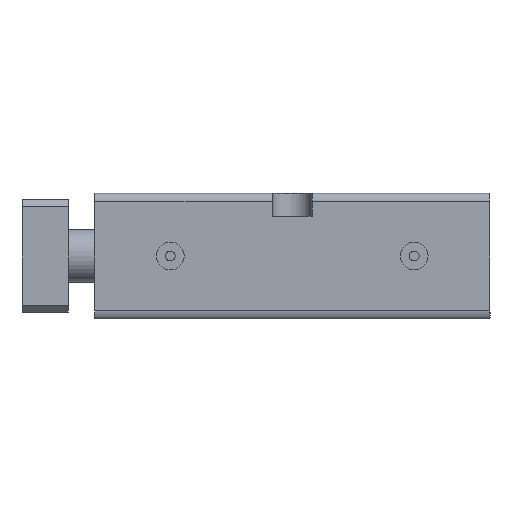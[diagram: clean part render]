
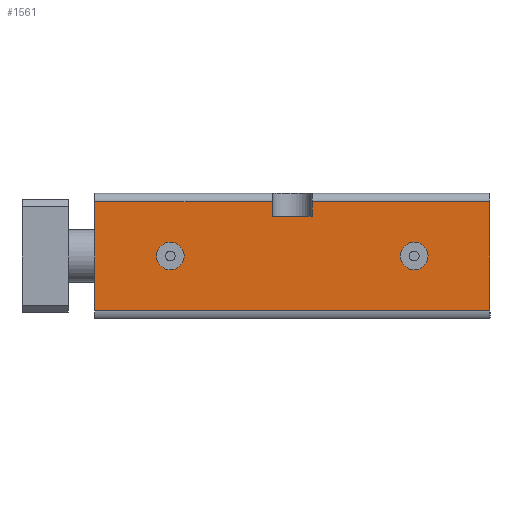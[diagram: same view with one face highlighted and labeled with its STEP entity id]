
A CAD part, front view. The second image highlights one B-rep face of the part: STEP entity #1561.
In plain terms, the highlighted planar face has unit normal (0, -1, 0).
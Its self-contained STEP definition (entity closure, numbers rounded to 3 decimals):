
#1444=CARTESIAN_POINT('',(60.,-69.,-8.25));
#1445=VERTEX_POINT('Vertex96',#1444);
#1453=CARTESIAN_POINT('',(0.,-69.,-8.25));
#1454=VERTEX_POINT('Vertex97',#1453);
#1455=CARTESIAN_POINT('',(30.,-69.,-8.25));
#1456=DIRECTION('',(1.,0.,0.));
#1457=VECTOR('',#1456,1.);
#1458=LINE('nurbsCrv131',#1455,#1457);
#1459=EDGE_CURVE('Edge131',#1454,#1445,#1458,.T.);
#1477=CARTESIAN_POINT('',(33.,-69.,8.25));
#1478=VERTEX_POINT('Vertex101',#1477);
#1479=CARTESIAN_POINT('',(33.,-69.,6.));
#1480=VERTEX_POINT('Vertex100',#1479);
#1481=CARTESIAN_POINT('',(33.,-69.,7.125));
#1482=DIRECTION('',(0.,0.,-1.));
#1483=VECTOR('',#1482,1.);
#1484=LINE('nurbsCrv135',#1481,#1483);
#1485=EDGE_CURVE('Edge135',#1478,#1480,#1484,.T.);
#1486=ORIENTED_EDGE('Edgeuse170',*,*,#1485,.T.);
#1487=CARTESIAN_POINT('',(27.,-69.,6.));
#1488=VERTEX_POINT('Vertex102',#1487);
#1489=CARTESIAN_POINT('',(30.,-69.,6.));
#1490=DIRECTION('',(-1.,0.,0.));
#1491=VECTOR('',#1490,1.);
#1492=LINE('nurbsCrv136',#1489,#1491);
#1493=EDGE_CURVE('Edge136',#1480,#1488,#1492,.T.);
#1494=ORIENTED_EDGE('Edgeuse171',*,*,#1493,.T.);
#1495=CARTESIAN_POINT('',(27.,-69.,8.25));
#1496=VERTEX_POINT('Vertex103',#1495);
#1497=CARTESIAN_POINT('',(27.,-69.,7.125));
#1498=DIRECTION('',(0.,0.,1.));
#1499=VECTOR('',#1498,1.);
#1500=LINE('nurbsCrv137',#1497,#1499);
#1501=EDGE_CURVE('Edge137',#1488,#1496,#1500,.T.);
#1502=ORIENTED_EDGE('Edgeuse172',*,*,#1501,.T.);
#1503=CARTESIAN_POINT('',(0.,-69.,8.25));
#1504=VERTEX_POINT('Vertex104',#1503);
#1505=CARTESIAN_POINT('',(13.5,-69.,8.25));
#1506=DIRECTION('',(1.,0.,0.));
#1507=VECTOR('',#1506,1.);
#1508=LINE('nurbsCrv138',#1505,#1507);
#1509=EDGE_CURVE('Edge138',#1504,#1496,#1508,.T.);
#1510=ORIENTED_EDGE('Edgeuse173',*,*,#1509,.F.);
#1511=CARTESIAN_POINT('',(0.,-69.,0.));
#1512=DIRECTION('',(0.,0.,-1.));
#1513=VECTOR('',#1512,1.);
#1514=LINE('nurbsCrv139',#1511,#1513);
#1515=EDGE_CURVE('Edge139',#1504,#1454,#1514,.T.);
#1516=ORIENTED_EDGE('Edgeuse174',*,*,#1515,.T.);
#1517=ORIENTED_EDGE('Edgeuse175',*,*,#1459,.T.);
#1518=CARTESIAN_POINT('',(60.,-69.,8.25));
#1519=VERTEX_POINT('Vertex105',#1518);
#1520=CARTESIAN_POINT('',(60.,-69.,0.));
#1521=DIRECTION('',(0.,0.,1.));
#1522=VECTOR('',#1521,1.);
#1523=LINE('nurbsCrv140',#1520,#1522);
#1524=EDGE_CURVE('Edge140',#1445,#1519,#1523,.T.);
#1525=ORIENTED_EDGE('Edgeuse176',*,*,#1524,.T.);
#1526=CARTESIAN_POINT('',(46.5,-69.,8.25)
);
#1527=DIRECTION('',(1.,0.,0.));
#1528=VECTOR('',#1527,1.);
#1529=LINE('nurbsCrv141',#1526,#1528);
#1530=EDGE_CURVE('Edge141',#1478,#1519,#1529,.T.);
#1531=ORIENTED_EDGE('Edgeuse177',*,*,#1530,.F.);
#1532=EDGE_LOOP('',(#1486,#1494,#1502,#1510,#1516,#1517,#1525,#1531));
#1533=FACE_OUTER_BOUND('',#1532,.T.);
#1534=CARTESIAN_POINT('',(46.4,-69.,0.));
#1535=VERTEX_POINT('Vertex98',#1534);
#1536=CARTESIAN_POINT('',(48.5,-69.,
0.));
#1537=DIRECTION('',(0.,1.,0.));
#1538=DIRECTION('',(-1.,0.,0.));
#1539=AXIS2_PLACEMENT_3D('',#1536,#1537,#1538);
#1540=CIRCLE('nurbsCrv133',#1539,2.1);
#1541=EDGE_CURVE('Edge133',#1535,#1535,#1540,.T.);
#1542=ORIENTED_EDGE('Edgeuse168',*,*,#1541,.T.);
#1543=EDGE_LOOP('',(#1542));
#1544=FACE_BOUND('',#1543,.T.);
#1545=CARTESIAN_POINT('',(9.4,-69.,0.));
#1546=VERTEX_POINT('Vertex99',#1545);
#1547=CARTESIAN_POINT('',(11.5,-69.,0.));
#1548=DIRECTION('',(0.,1.,0.));
#1549=DIRECTION('',(-1.,0.,0.));
#1550=AXIS2_PLACEMENT_3D('',#1547,#1548,#1549);
#1551=CIRCLE('nurbsCrv134',#1550,2.1);
#1552=EDGE_CURVE('Edge134',#1546,#1546,#1551,.T.);
#1553=ORIENTED_EDGE('Edgeuse169',*,*,#1552,.T.);
#1554=EDGE_LOOP('',(#1553));
#1555=FACE_BOUND('',#1554,.T.);
#1556=CARTESIAN_POINT('',(30.,-69.,0.));
#1557=DIRECTION('',(0.,-1.,0.));
#1558=DIRECTION('',(0.,0.,-1.));
#1559=AXIS2_PLACEMENT_3D('',#1556,#1557,#1558);
#1560=PLANE('nurbsSrf36',#1559);
#1561=ADVANCED_FACE('Face36',(#1533,#1544,#1555),#1560,.T.);
